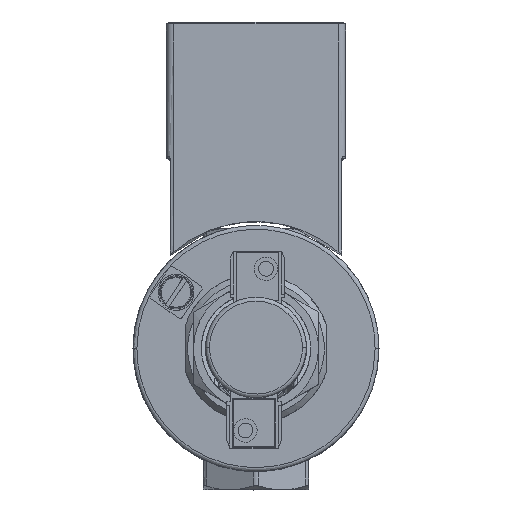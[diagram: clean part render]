
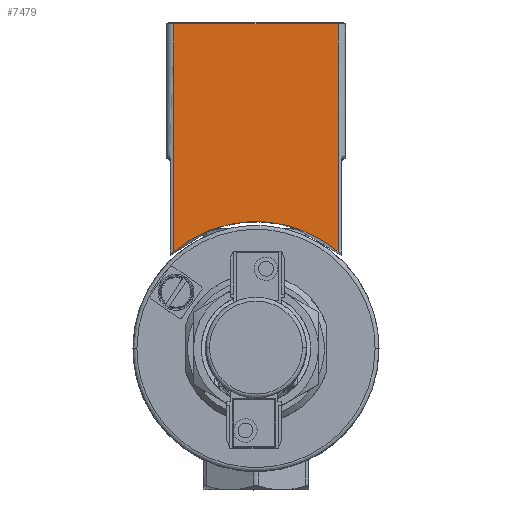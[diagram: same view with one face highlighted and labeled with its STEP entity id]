
A CAD part, top view. The second image highlights one B-rep face of the part: STEP entity #7479.
In plain terms, the highlighted free-form (B-spline) face has degree [1, 1] with [2, 2] control points.
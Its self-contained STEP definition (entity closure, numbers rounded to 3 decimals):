
#282 = CARTESIAN_POINT ('', (-21., 77.998, 131.986));
#283 = VERTEX_POINT ('', #282);
#5492 = CARTESIAN_POINT ('', (21., 19.702, 131.986));
#5493 = VERTEX_POINT ('', #5492);
#5503 = CARTESIAN_POINT ('', (-21., 19.702, 131.986));
#5504 = VERTEX_POINT ('', #5503);
#5505 = CARTESIAN_POINT ('', (-21., 19.702, 131.986));
#5506 = CARTESIAN_POINT ('', (0., 37.482, 131.986));
#5507 = CARTESIAN_POINT ('', (21., 19.702, 131.986));
#5508 = (
   BOUNDED_CURVE ()
   B_SPLINE_CURVE (2, (#5505, #5506, #5507), .UNSPECIFIED., .F., .U.)
   B_SPLINE_CURVE_WITH_KNOTS ((3, 3), (0., 80.504), .UNSPECIFIED.)
   CURVE ()
   GEOMETRIC_REPRESENTATION_ITEM ()
   RATIONAL_B_SPLINE_CURVE ((1., 0.763, 1.))
   REPRESENTATION_ITEM ('')
);
#5509 = EDGE_CURVE ('', #5504, #5493, #5508, .T.);
#7169 = CARTESIAN_POINT ('', (-21., 19.702, 131.986));
#7170 = CARTESIAN_POINT ('', (-21., 77.998, 131.986));
#7171 = B_SPLINE_CURVE_WITH_KNOTS ('', 1, (#7169, #7170), .UNSPECIFIED., .F., .U., (2, 2), (0., 58.296), .UNSPECIFIED.);
#7172 = EDGE_CURVE ('', #5504, #283, #7171, .T.);
#7458 = ORIENTED_EDGE ('', *, *, #5509, .T.);
#7459 = CARTESIAN_POINT ('', (21., 77.998, 131.986));
#7460 = VERTEX_POINT ('', #7459);
#7461 = CARTESIAN_POINT ('', (21., 77.998, 131.986));
#7462 = CARTESIAN_POINT ('', (21., 19.702, 131.986));
#7463 = B_SPLINE_CURVE_WITH_KNOTS ('', 1, (#7461, #7462), .UNSPECIFIED., .F., .U., (2, 2), (0., 58.296), .UNSPECIFIED.);
#7464 = EDGE_CURVE ('', #7460, #5493, #7463, .T.);
#7465 = ORIENTED_EDGE ('', *, *, #7464, .F.);
#7466 = CARTESIAN_POINT ('', (-21., 77.998, 131.986));
#7467 = CARTESIAN_POINT ('', (21., 77.998, 131.986));
#7468 = B_SPLINE_CURVE_WITH_KNOTS ('', 1, (#7466, #7467), .UNSPECIFIED., .F., .U., (2, 2), (0., 42.), .UNSPECIFIED.);
#7469 = EDGE_CURVE ('', #283, #7460, #7468, .T.);
#7470 = ORIENTED_EDGE ('', *, *, #7469, .F.);
#7471 = ORIENTED_EDGE ('', *, *, #7172, .F.);
#7472 = EDGE_LOOP ('', (#7458, #7465, #7470, #7471));
#7473 = FACE_OUTER_BOUND ('', #7472, .T.);
#7474 = CARTESIAN_POINT ('', (-21.001, 19.701, 131.986));
#7475 = CARTESIAN_POINT ('', (-21.001, 77.998, 131.986));
#7476 = CARTESIAN_POINT ('', (21.001, 19.701, 131.986));
#7477 = CARTESIAN_POINT ('', (21.001, 77.998, 131.986));
#7478 = B_SPLINE_SURFACE_WITH_KNOTS ('', 1, 1, ((#7474, #7475), (#7476, #7477)), .UNSPECIFIED., .F., .F., .U., (2, 2), (2, 2), (-46.321, -4.319), (5.949, 64.245), .UNSPECIFIED.);
#7479 = ADVANCED_FACE ('', (#7473), #7478, .T.);
